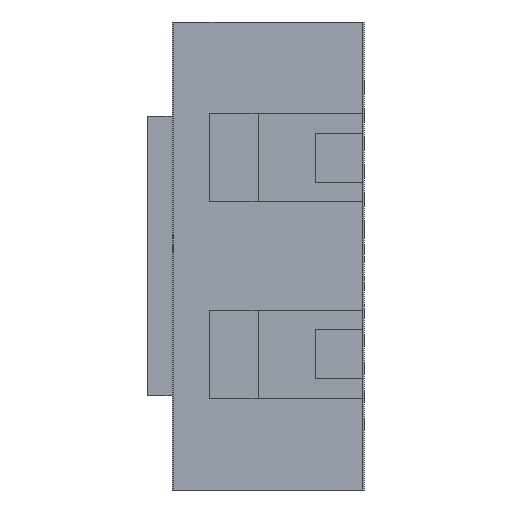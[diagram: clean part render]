
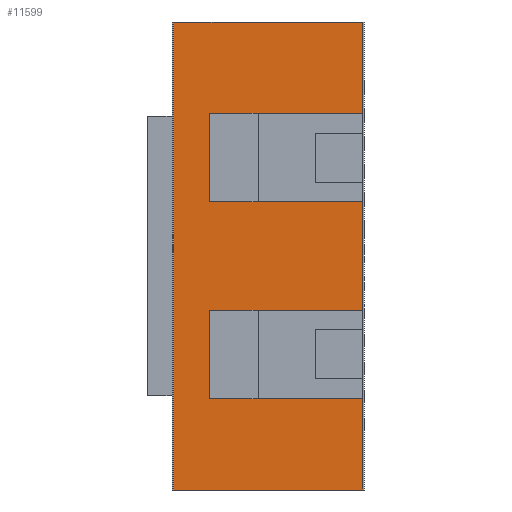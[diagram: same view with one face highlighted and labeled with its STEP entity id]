
A CAD part, front view. The second image highlights one B-rep face of the part: STEP entity #11599.
In plain terms, the highlighted planar face has unit normal (0, -1, 0).
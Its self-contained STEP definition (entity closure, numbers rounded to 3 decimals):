
#422=DIRECTION('',(0.,0.,-1.));
#423=VECTOR('',#422,275.);
#424=CARTESIAN_POINT('',(-55.5,10.5,137.5));
#425=LINE('',#424,#423);
#470=DIRECTION('',(-1.,0.,0.));
#471=VECTOR('',#470,111.);
#472=CARTESIAN_POINT('',(55.5,10.5,137.5));
#473=LINE('',#472,#471);
#614=DIRECTION('',(1.,0.,0.));
#615=VECTOR('',#614,90.);
#616=CARTESIAN_POINT('',(-34.5,10.5,83.75));
#617=LINE('',#616,#615);
#646=DIRECTION('',(0.,0.,1.));
#647=VECTOR('',#646,52.);
#648=CARTESIAN_POINT('',(-34.5,10.5,31.75));
#649=LINE('',#648,#647);
#654=DIRECTION('',(1.,0.,0.));
#655=VECTOR('',#654,90.);
#656=CARTESIAN_POINT('',(-34.5,10.5,31.75));
#657=LINE('',#656,#655);
#658=DIRECTION('',(0.,0.,-1.));
#659=VECTOR('',#658,63.5);
#660=CARTESIAN_POINT('',(55.5,10.5,31.75));
#661=LINE('',#660,#659);
#662=DIRECTION('',(1.,0.,0.));
#663=VECTOR('',#662,90.);
#664=CARTESIAN_POINT('',(-34.5,10.5,-83.75));
#665=LINE('',#664,#663);
#666=DIRECTION('',(0.,0.,-1.));
#667=VECTOR('',#666,53.75);
#668=CARTESIAN_POINT('',(55.5,10.5,-83.75));
#669=LINE('',#668,#667);
#670=DIRECTION('',(-1.,0.,0.));
#671=VECTOR('',#670,111.);
#672=CARTESIAN_POINT('',(55.5,10.5,-137.5));
#673=LINE('',#672,#671);
#674=DIRECTION('',(0.,0.,-1.));
#675=VECTOR('',#674,53.75);
#676=CARTESIAN_POINT('',(55.5,10.5,137.5));
#677=LINE('',#676,#675);
#690=DIRECTION('',(1.,0.,0.));
#691=VECTOR('',#690,90.);
#692=CARTESIAN_POINT('',(-34.5,10.5,-31.75));
#693=LINE('',#692,#691);
#770=DIRECTION('',(0.,0.,1.));
#771=VECTOR('',#770,52.);
#772=CARTESIAN_POINT('',(-34.5,10.5,-83.75));
#773=LINE('',#772,#771);
#8782=CARTESIAN_POINT('',(-55.5,10.5,-137.5));
#8784=VERTEX_POINT('',#8782);
#8786=CARTESIAN_POINT('',(55.5,10.5,-137.5));
#8787=VERTEX_POINT('',#8786);
#8796=CARTESIAN_POINT('',(-55.5,10.5,137.5));
#8797=VERTEX_POINT('',#8796);
#8804=CARTESIAN_POINT('',(55.5,10.5,137.5));
#8805=VERTEX_POINT('',#8804);
#8818=CARTESIAN_POINT('',(55.5,10.5,83.75));
#8819=VERTEX_POINT('',#8818);
#8821=CARTESIAN_POINT('',(55.5,10.5,31.75));
#8823=VERTEX_POINT('',#8821);
#8830=CARTESIAN_POINT('',(55.5,10.5,-31.75));
#8831=VERTEX_POINT('',#8830);
#8833=CARTESIAN_POINT('',(55.5,10.5,-83.75));
#8835=VERTEX_POINT('',#8833);
#8870=CARTESIAN_POINT('',(-34.5,10.5,-83.75));
#8871=VERTEX_POINT('',#8870);
#8880=CARTESIAN_POINT('',(-34.5,10.5,83.75));
#8881=VERTEX_POINT('',#8880);
#8882=CARTESIAN_POINT('',(-34.5,10.5,31.75));
#8883=VERTEX_POINT('',#8882);
#8884=CARTESIAN_POINT('',(-34.5,10.5,-31.75));
#8885=VERTEX_POINT('',#8884);
#11576=CARTESIAN_POINT('',(-55.5,10.5,-137.5));
#11577=DIRECTION('',(0.,-1.,0.));
#11578=DIRECTION('',(1.,0.,0.));
#11579=AXIS2_PLACEMENT_3D('',#11576,#11577,#11578);
#11580=PLANE('',#11579);
#11581=ORIENTED_EDGE('',*,*,#11518,.F.);
#11582=ORIENTED_EDGE('',*,*,#11568,.F.);
#11583=ORIENTED_EDGE('',*,*,#11430,.T.);
#11584=ORIENTED_EDGE('',*,*,#11410,.T.);
#11586=ORIENTED_EDGE('',*,*,#11585,.F.);
#11588=ORIENTED_EDGE('',*,*,#11587,.F.);
#11590=ORIENTED_EDGE('',*,*,#11589,.T.);
#11592=ORIENTED_EDGE('',*,*,#11591,.T.);
#11593=ORIENTED_EDGE('',*,*,#11159,.T.);
#11594=ORIENTED_EDGE('',*,*,#11192,.F.);
#11595=ORIENTED_EDGE('',*,*,#11260,.F.);
#11596=ORIENTED_EDGE('',*,*,#11332,.T.);
#11597=EDGE_LOOP('',(#11581,#11582,#11583,#11584,#11586,#11588,#11590,#11592,
#11593,#11594,#11595,#11596));
#11598=FACE_OUTER_BOUND('',#11597,.F.);
#11599=ADVANCED_FACE('',(#11598),#11580,.T.);
#11159=EDGE_CURVE('',#8787,#8784,#673,.T.);
#11192=EDGE_CURVE('',#8797,#8784,#425,.T.);
#11260=EDGE_CURVE('',#8805,#8797,#473,.T.);
#11332=EDGE_CURVE('',#8805,#8819,#677,.T.);
#11410=EDGE_CURVE('',#8823,#8831,#661,.T.);
#11430=EDGE_CURVE('',#8883,#8823,#657,.T.);
#11518=EDGE_CURVE('',#8881,#8819,#617,.T.);
#11568=EDGE_CURVE('',#8883,#8881,#649,.T.);
#11585=EDGE_CURVE('',#8885,#8831,#693,.T.);
#11587=EDGE_CURVE('',#8871,#8885,#773,.T.);
#11589=EDGE_CURVE('',#8871,#8835,#665,.T.);
#11591=EDGE_CURVE('',#8835,#8787,#669,.T.);
